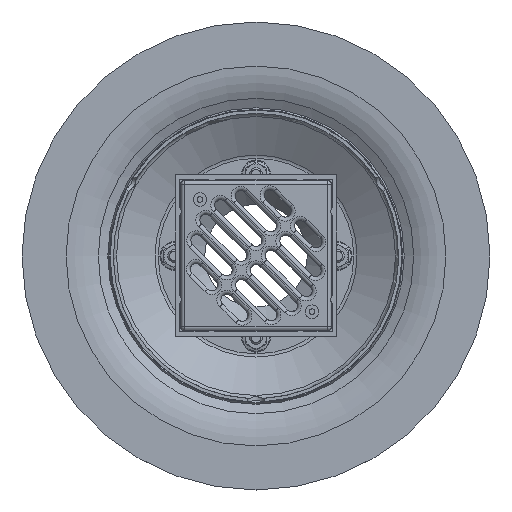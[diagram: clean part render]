
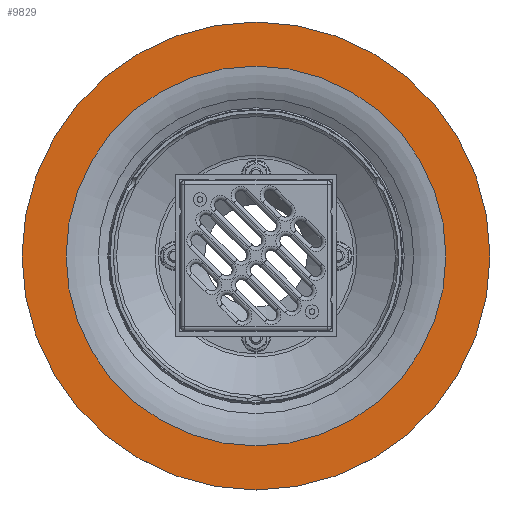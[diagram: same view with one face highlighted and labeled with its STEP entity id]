
A CAD part, top view. The second image highlights one B-rep face of the part: STEP entity #9829.
In plain terms, the highlighted planar face has unit normal (0, 0, 1).
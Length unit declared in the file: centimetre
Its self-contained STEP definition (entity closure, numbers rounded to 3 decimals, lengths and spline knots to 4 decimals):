
#128=FACE_BOUND('',#2075,.T.);
#564=PLANE('',#11068);
#1364=FACE_OUTER_BOUND('',#2074,.T.);
#2074=EDGE_LOOP('',(#8961));
#2075=EDGE_LOOP('',(#8962));
#3947=CIRCLE('',#11039,146.);
#3964=CIRCLE('',#11066,118.5);
#4819=VERTEX_POINT('',#18181);
#4833=VERTEX_POINT('',#18226);
#6194=EDGE_CURVE('',#4819,#4819,#3947,.T.);
#6214=EDGE_CURVE('',#4833,#4833,#3964,.T.);
#8961=ORIENTED_EDGE('',*,*,#6194,.F.);
#8962=ORIENTED_EDGE('',*,*,#6214,.T.);
#9829=ADVANCED_FACE('',(#1364,#128),#564,.T.);
#11039=AXIS2_PLACEMENT_3D('',#18183,#14082,#14083);
#11066=AXIS2_PLACEMENT_3D('',#18227,#14139,#14140);
#11068=AXIS2_PLACEMENT_3D('',#18229,#14143,#14144);
#14082=DIRECTION('center_axis',(0.,0.,-1.));
#14083=DIRECTION('ref_axis',(1.,0.,0.));
#14139=DIRECTION('center_axis',(0.,0.,-1.));
#14140=DIRECTION('ref_axis',(1.,0.,0.));
#14143=DIRECTION('center_axis',(0.,0.,1.));
#14144=DIRECTION('ref_axis',(0.,-1.,0.));
#18181=CARTESIAN_POINT('',(146.,0.,250.));
#18183=CARTESIAN_POINT('Origin',(0.,0.,250.));
#18226=CARTESIAN_POINT('',(0.,-118.5,250.));
#18227=CARTESIAN_POINT('Origin',(0.,0.,250.));
#18229=CARTESIAN_POINT('Origin',(-146.,0.,250.));
